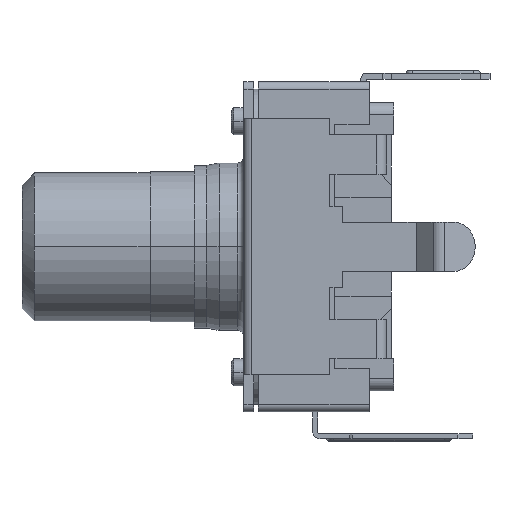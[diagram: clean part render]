
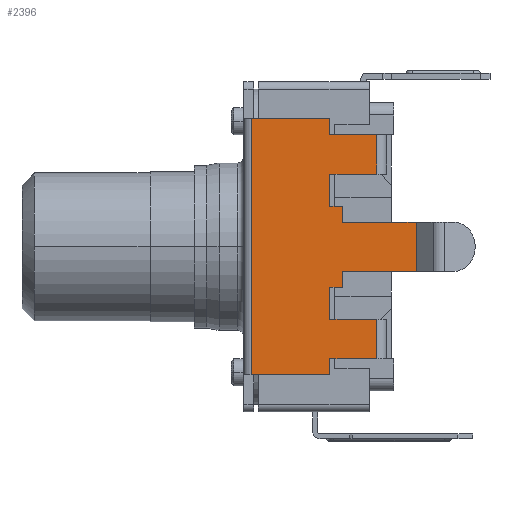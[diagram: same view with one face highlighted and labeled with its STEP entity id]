
A CAD part, left-side view. The second image highlights one B-rep face of the part: STEP entity #2396.
In plain terms, the highlighted planar face has unit normal (-1, 0, 0).
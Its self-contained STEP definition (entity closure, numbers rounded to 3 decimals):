
#487=DIRECTION('',(0.,0.,-1.));
#488=VECTOR('',#487,1.6);
#489=CARTESIAN_POINT('',(-6.2,-5.,4.55));
#490=LINE('',#489,#488);
#491=DIRECTION('',(0.,1.,0.));
#492=VECTOR('',#491,1.9);
#493=CARTESIAN_POINT('',(-6.2,-5.,2.95));
#494=LINE('',#493,#492);
#495=DIRECTION('',(0.,0.,-1.));
#496=VECTOR('',#495,1.3);
#497=CARTESIAN_POINT('',(-6.2,-3.1,2.95));
#498=LINE('',#497,#496);
#499=DIRECTION('',(0.,-1.,0.));
#500=VECTOR('',#499,0.5);
#501=CARTESIAN_POINT('',(-6.2,-3.1,1.65));
#502=LINE('',#501,#500);
#503=DIRECTION('',(0.,0.,-1.));
#504=VECTOR('',#503,0.65);
#505=CARTESIAN_POINT('',(-6.2,-3.6,1.65));
#506=LINE('',#505,#504);
#507=DIRECTION('',(0.,0.,-1.));
#508=VECTOR('',#507,0.65);
#509=CARTESIAN_POINT('',(-6.2,-3.6,-1.));
#510=LINE('',#509,#508);
#511=DIRECTION('',(0.,1.,0.));
#512=VECTOR('',#511,0.5);
#513=CARTESIAN_POINT('',(-6.2,-3.6,-1.65));
#514=LINE('',#513,#512);
#515=DIRECTION('',(0.,0.,-1.));
#516=VECTOR('',#515,1.3);
#517=CARTESIAN_POINT('',(-6.2,-3.1,-1.65));
#518=LINE('',#517,#516);
#519=DIRECTION('',(0.,0.,-1.));
#520=VECTOR('',#519,1.6);
#521=CARTESIAN_POINT('',(-6.2,-5.,-2.95));
#522=LINE('',#521,#520);
#523=DIRECTION('',(0.,0.,1.));
#524=VECTOR('',#523,0.65);
#525=CARTESIAN_POINT('',(-6.2,-3.1,-5.2));
#526=LINE('',#525,#524);
#527=DIRECTION('',(0.,1.,0.));
#528=VECTOR('',#527,3.2);
#529=CARTESIAN_POINT('',(-6.2,-3.1,-5.2));
#530=LINE('',#529,#528);
#531=DIRECTION('',(0.,0.,1.));
#532=VECTOR('',#531,10.4);
#533=CARTESIAN_POINT('',(-6.2,0.1,-5.2));
#534=LINE('',#533,#532);
#535=DIRECTION('',(0.,-1.,0.));
#536=VECTOR('',#535,3.2);
#537=CARTESIAN_POINT('',(-6.2,0.1,5.2));
#538=LINE('',#537,#536);
#539=DIRECTION('',(0.,0.,-1.));
#540=VECTOR('',#539,0.65);
#541=CARTESIAN_POINT('',(-6.2,-3.1,5.2));
#542=LINE('',#541,#540);
#543=DIRECTION('',(0.,-1.,0.));
#544=VECTOR('',#543,1.9);
#545=CARTESIAN_POINT('',(-6.2,-3.1,4.55));
#546=LINE('',#545,#544);
#689=DIRECTION('',(0.,-1.,0.));
#690=VECTOR('',#689,1.9);
#691=CARTESIAN_POINT('',(-6.2,-3.1,-4.55));
#692=LINE('',#691,#690);
#780=DIRECTION('',(0.,1.,0.));
#781=VECTOR('',#780,1.9);
#782=CARTESIAN_POINT('',(-6.2,-5.,-2.95));
#783=LINE('',#782,#781);
#857=DIRECTION('',(0.,-1.,0.));
#858=VECTOR('',#857,3.);
#859=CARTESIAN_POINT('',(-6.2,-3.6,-1.));
#860=LINE('',#859,#858);
#895=DIRECTION('',(0.,0.,1.));
#896=VECTOR('',#895,2.);
#897=CARTESIAN_POINT('',(-6.2,-6.6,-1.));
#898=LINE('',#897,#896);
#933=DIRECTION('',(0.,-1.,0.));
#934=VECTOR('',#933,3.);
#935=CARTESIAN_POINT('',(-6.2,-3.6,1.));
#936=LINE('',#935,#934);
#1416=CARTESIAN_POINT('',(-6.2,-3.1,-5.2));
#1418=VERTEX_POINT('',#1416);
#1419=CARTESIAN_POINT('',(-6.2,-3.1,5.2));
#1420=CARTESIAN_POINT('',(-6.2,-3.1,4.55));
#1421=VERTEX_POINT('',#1419);
#1422=VERTEX_POINT('',#1420);
#1423=CARTESIAN_POINT('',(-6.2,-3.1,-4.55));
#1424=VERTEX_POINT('',#1423);
#1425=CARTESIAN_POINT('',(-6.2,-3.6,-1.65));
#1426=CARTESIAN_POINT('',(-6.2,-3.1,-1.65));
#1427=VERTEX_POINT('',#1425);
#1428=VERTEX_POINT('',#1426);
#1429=CARTESIAN_POINT('',(-6.2,-3.1,-2.95));
#1430=VERTEX_POINT('',#1429);
#1431=CARTESIAN_POINT('',(-6.2,-3.1,2.95));
#1432=CARTESIAN_POINT('',(-6.2,-3.1,1.65));
#1433=VERTEX_POINT('',#1431);
#1434=VERTEX_POINT('',#1432);
#1435=CARTESIAN_POINT('',(-6.2,-3.6,1.65));
#1436=VERTEX_POINT('',#1435);
#1495=CARTESIAN_POINT('',(-6.2,-6.6,-1.));
#1496=CARTESIAN_POINT('',(-6.2,-6.6,1.));
#1497=VERTEX_POINT('',#1495);
#1498=VERTEX_POINT('',#1496);
#1499=CARTESIAN_POINT('',(-6.2,-3.6,-1.));
#1501=VERTEX_POINT('',#1499);
#1503=CARTESIAN_POINT('',(-6.2,-3.6,1.));
#1505=VERTEX_POINT('',#1503);
#1508=CARTESIAN_POINT('',(-6.2,0.1,5.2));
#1510=VERTEX_POINT('',#1508);
#1511=CARTESIAN_POINT('',(-6.2,0.1,-5.2));
#1512=VERTEX_POINT('',#1511);
#1724=CARTESIAN_POINT('',(-6.2,-5.,2.95));
#1726=VERTEX_POINT('',#1724);
#1727=CARTESIAN_POINT('',(-6.2,-5.,4.55));
#1728=VERTEX_POINT('',#1727);
#1732=CARTESIAN_POINT('',(-6.2,-5.,-4.55));
#1734=VERTEX_POINT('',#1732);
#1735=CARTESIAN_POINT('',(-6.2,-5.,-2.95));
#1736=VERTEX_POINT('',#1735);
#2353=CARTESIAN_POINT('',(-6.2,0.,-5.2));
#2354=DIRECTION('',(-1.,0.,0.));
#2355=DIRECTION('',(0.,0.,1.));
#2356=AXIS2_PLACEMENT_3D('',#2353,#2354,#2355);
#2357=PLANE('',#2356);
#2359=ORIENTED_EDGE('',*,*,#2358,.T.);
#2360=ORIENTED_EDGE('',*,*,#2294,.T.);
#2361=ORIENTED_EDGE('',*,*,#2329,.T.);
#2363=ORIENTED_EDGE('',*,*,#2362,.T.);
#2365=ORIENTED_EDGE('',*,*,#2364,.T.);
#2367=ORIENTED_EDGE('',*,*,#2366,.T.);
#2369=ORIENTED_EDGE('',*,*,#2368,.F.);
#2371=ORIENTED_EDGE('',*,*,#2370,.F.);
#2373=ORIENTED_EDGE('',*,*,#2372,.T.);
#2375=ORIENTED_EDGE('',*,*,#2374,.T.);
#2377=ORIENTED_EDGE('',*,*,#2376,.T.);
#2379=ORIENTED_EDGE('',*,*,#2378,.F.);
#2381=ORIENTED_EDGE('',*,*,#2380,.T.);
#2383=ORIENTED_EDGE('',*,*,#2382,.F.);
#2385=ORIENTED_EDGE('',*,*,#2384,.F.);
#2386=ORIENTED_EDGE('',*,*,#2139,.T.);
#2388=ORIENTED_EDGE('',*,*,#2387,.T.);
#2389=ORIENTED_EDGE('',*,*,#2104,.T.);
#2391=ORIENTED_EDGE('',*,*,#2390,.T.);
#2393=ORIENTED_EDGE('',*,*,#2392,.T.);
#2394=EDGE_LOOP('',(#2359,#2360,#2361,#2363,#2365,#2367,#2369,#2371,#2373,#2375,
#2377,#2379,#2381,#2383,#2385,#2386,#2388,#2389,#2391,#2393));
#2395=FACE_OUTER_BOUND('',#2394,.F.);
#2104=EDGE_CURVE('',#1510,#1421,#538,.T.);
#2139=EDGE_CURVE('',#1418,#1512,#530,.T.);
#2294=EDGE_CURVE('',#1726,#1433,#494,.T.);
#2329=EDGE_CURVE('',#1433,#1434,#498,.T.);
#2358=EDGE_CURVE('',#1728,#1726,#490,.T.);
#2362=EDGE_CURVE('',#1434,#1436,#502,.T.);
#2364=EDGE_CURVE('',#1436,#1505,#506,.T.);
#2366=EDGE_CURVE('',#1505,#1498,#936,.T.);
#2368=EDGE_CURVE('',#1497,#1498,#898,.T.);
#2370=EDGE_CURVE('',#1501,#1497,#860,.T.);
#2372=EDGE_CURVE('',#1501,#1427,#510,.T.);
#2374=EDGE_CURVE('',#1427,#1428,#514,.T.);
#2376=EDGE_CURVE('',#1428,#1430,#518,.T.);
#2378=EDGE_CURVE('',#1736,#1430,#783,.T.);
#2380=EDGE_CURVE('',#1736,#1734,#522,.T.);
#2382=EDGE_CURVE('',#1424,#1734,#692,.T.);
#2384=EDGE_CURVE('',#1418,#1424,#526,.T.);
#2387=EDGE_CURVE('',#1512,#1510,#534,.T.);
#2390=EDGE_CURVE('',#1421,#1422,#542,.T.);
#2392=EDGE_CURVE('',#1422,#1728,#546,.T.);
#2396=ADVANCED_FACE('',(#2395),#2357,.T.);
